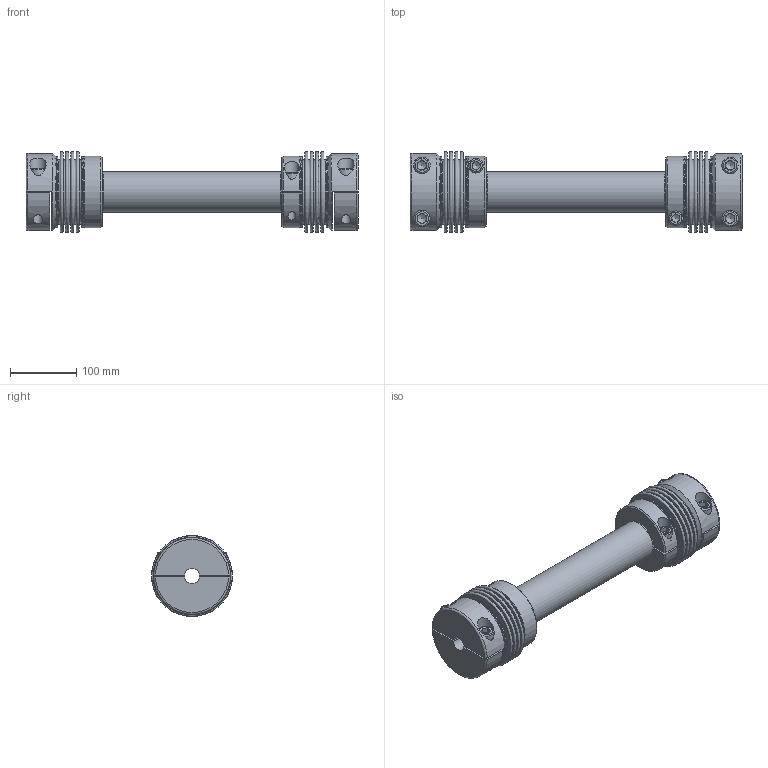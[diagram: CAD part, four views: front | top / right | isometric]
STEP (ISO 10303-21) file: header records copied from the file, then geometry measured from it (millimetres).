
FILE_DESCRIPTION( ( 'Unknown' ), '1' );
FILE_NAME( 'WD-VA 600 - L=0,5m.stp', 'Unknown', ( 'Unknown' ), ( 'Unknown' ), 'PSStep 10.1', 'Unknown', ' ' );
FILE_SCHEMA( ( 'AUTOMOTIVE_DESIGN { 1 0 10303 214 1 1 1 1 }' ) );
Length unit declared in the file: millimetre
Products named in the file (1): WD-VA 600
Bounding box: 500 x 122 x 122 mm (x, y, z)
Volume: 1498356.3 mm3; surface area: 513237.7 mm2
Topology: 1 solids, 1 shells, 298 faces, 681 edges, 445 vertices
Faces by surface type: plane 150, cylinder 60, torus 54, cone 34
Full cylindrical faces by diameter (mm): 11.835 x2, 12 x6, 13.835 x4, 14 x2, 15 x2, 16 x4, 17 x4, 21 x2, 22 x2, 24 x4, 25 x4, 53.1 x1, 60.02 x4, 60.3 x1, 106.4 x4, 108 x4, 116 x2
Entity records: 10936 total; most frequent: CARTESIAN_POINT 2515, DIRECTION 1306, ORIENTED_EDGE 976, AXIS2_PLACEMENT_3D 547, EDGE_LOOP 496, EDGE_CURVE 488, FACE_OUTER_BOUND 396, VERTEX_POINT 388
